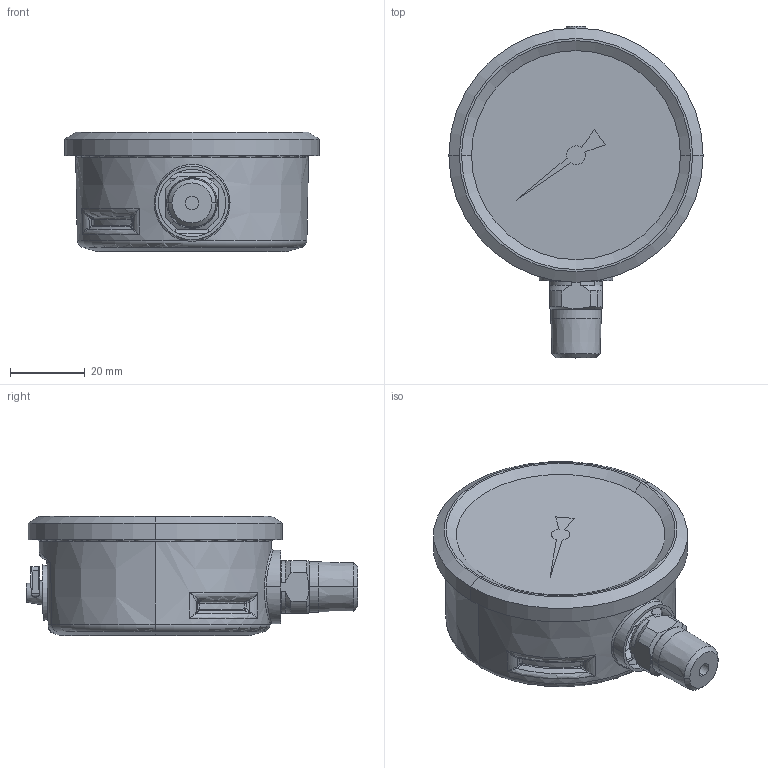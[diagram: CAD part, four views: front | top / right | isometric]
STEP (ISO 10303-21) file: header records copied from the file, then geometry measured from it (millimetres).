
FILE_DESCRIPTION (( 'STEP AP203' ), '1' );
FILE_NAME ('76250368.step', '2025-11-04T21:29:36', ( '' ), ( '' ), 'SwSTEP 2.0', 'SolidWorks 2024', '' );
FILE_SCHEMA (( 'CONFIG_CONTROL_DESIGN' ));
Length unit declared in the file: inch
Products named in the file (1): 76250368
Bounding box: 68 x 88.76 x 31.86 mm (x, y, z)
Volume: 25788.7 mm3; surface area: 26861.5 mm2
Topology: 9 solids, 9 shells, 454 faces, 1072 edges, 640 vertices
Faces by surface type: plane 108, cylinder 105, bspline 92, cone 78, torus 65, sphere 6
Entity records: 19621 total; most frequent: CARTESIAN_POINT 10788, ORIENTED_EDGE 2134, DIRECTION 1337, EDGE_CURVE 1067, VERTEX_POINT 640, B_SPLINE_CURVE_WITH_KNOTS 585, AXIS2_PLACEMENT_3D 555, EDGE_LOOP 473
